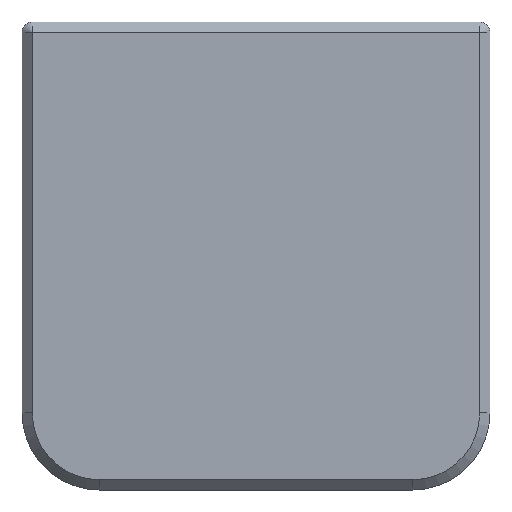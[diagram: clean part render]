
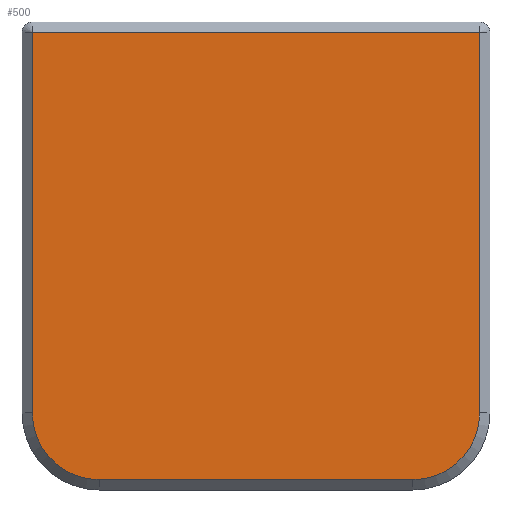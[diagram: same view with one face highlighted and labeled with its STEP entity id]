
A CAD part, top view. The second image highlights one B-rep face of the part: STEP entity #500.
In plain terms, the highlighted planar face has unit normal (0, 0, 1).
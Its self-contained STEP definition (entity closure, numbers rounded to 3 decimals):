
#95 = VERTEX_POINT('',#96);
#96 = CARTESIAN_POINT('',(-21.75,-15.25,2.));
#104 = VERTEX_POINT('',#105);
#105 = CARTESIAN_POINT('',(-21.75,21.73,2.));
#111 = EDGE_CURVE('',#95,#104,#112,.T.);
#112 = LINE('',#113,#114);
#113 = CARTESIAN_POINT('',(-21.75,-15.25,2.));
#114 = VECTOR('',#115,1.);
#115 = DIRECTION('',(0.,1.,0.));
#456 = VERTEX_POINT('',#457);
#457 = CARTESIAN_POINT('',(-15.25,-21.75,2.));
#465 = EDGE_CURVE('',#456,#95,#466,.T.);
#466 = CIRCLE('',#467,6.5);
#467 = AXIS2_PLACEMENT_3D('',#468,#469,#470);
#468 = CARTESIAN_POINT('',(-15.25,-15.25,2.));
#469 = DIRECTION('',(-0.,0.,-1.));
#470 = DIRECTION('',(0.,-1.,0.));
#500 = ADVANCED_FACE('',(#501),#554,.T.);
#501 = FACE_BOUND('',#502,.T.);
#502 = EDGE_LOOP('',(#503,#511,#520,#528,#537,#545,#552,#553));
#503 = ORIENTED_EDGE('',*,*,#504,.F.);
#504 = EDGE_CURVE('',#505,#456,#507,.T.);
#505 = VERTEX_POINT('',#506);
#506 = CARTESIAN_POINT('',(15.25,-21.75,2.));
#507 = LINE('',#508,#509);
#508 = CARTESIAN_POINT('',(15.25,-21.75,2.));
#509 = VECTOR('',#510,1.);
#510 = DIRECTION('',(-1.,0.,0.));
#511 = ORIENTED_EDGE('',*,*,#512,.F.);
#512 = EDGE_CURVE('',#513,#505,#515,.T.);
#513 = VERTEX_POINT('',#514);
#514 = CARTESIAN_POINT('',(21.75,-15.25,2.));
#515 = CIRCLE('',#516,6.5);
#516 = AXIS2_PLACEMENT_3D('',#517,#518,#519);
#517 = CARTESIAN_POINT('',(15.25,-15.25,2.));
#518 = DIRECTION('',(0.,-0.,-1.));
#519 = DIRECTION('',(1.,0.,0.));
#520 = ORIENTED_EDGE('',*,*,#521,.F.);
#521 = EDGE_CURVE('',#522,#513,#524,.T.);
#522 = VERTEX_POINT('',#523);
#523 = CARTESIAN_POINT('',(21.75,21.73,2.));
#524 = LINE('',#525,#526);
#525 = CARTESIAN_POINT('',(21.75,21.73,2.));
#526 = VECTOR('',#527,1.);
#527 = DIRECTION('',(0.,-1.,0.));
#528 = ORIENTED_EDGE('',*,*,#529,.F.);
#529 = EDGE_CURVE('',#530,#522,#532,.T.);
#530 = VERTEX_POINT('',#531);
#531 = CARTESIAN_POINT('',(21.73,21.75,2.));
#532 = CIRCLE('',#533,0.02);
#533 = AXIS2_PLACEMENT_3D('',#534,#535,#536);
#534 = CARTESIAN_POINT('',(21.73,21.73,2.));
#535 = DIRECTION('',(0.,0.,-1.));
#536 = DIRECTION('',(0.,1.,0.));
#537 = ORIENTED_EDGE('',*,*,#538,.F.);
#538 = EDGE_CURVE('',#539,#530,#541,.T.);
#539 = VERTEX_POINT('',#540);
#540 = CARTESIAN_POINT('',(-21.73,21.75,2.));
#541 = LINE('',#542,#543);
#542 = CARTESIAN_POINT('',(-21.73,21.75,2.));
#543 = VECTOR('',#544,1.);
#544 = DIRECTION('',(1.,0.,0.));
#545 = ORIENTED_EDGE('',*,*,#546,.F.);
#546 = EDGE_CURVE('',#104,#539,#547,.T.);
#547 = CIRCLE('',#548,0.02);
#548 = AXIS2_PLACEMENT_3D('',#549,#550,#551);
#549 = CARTESIAN_POINT('',(-21.73,21.73,2.));
#550 = DIRECTION('',(0.,0.,-1.));
#551 = DIRECTION('',(-1.,0.,0.));
#552 = ORIENTED_EDGE('',*,*,#111,.F.);
#553 = ORIENTED_EDGE('',*,*,#465,.F.);
#554 = PLANE('',#555);
#555 = AXIS2_PLACEMENT_3D('',#556,#557,#558);
#556 = CARTESIAN_POINT('',(0.,0.811,2.));
#557 = DIRECTION('',(0.,0.,1.));
#558 = DIRECTION('',(1.,0.,0.));
